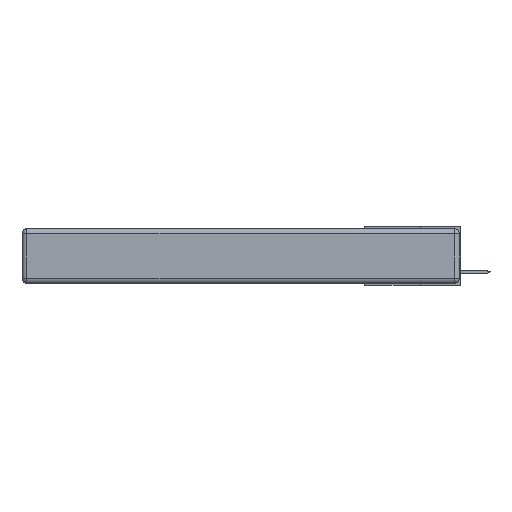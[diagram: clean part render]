
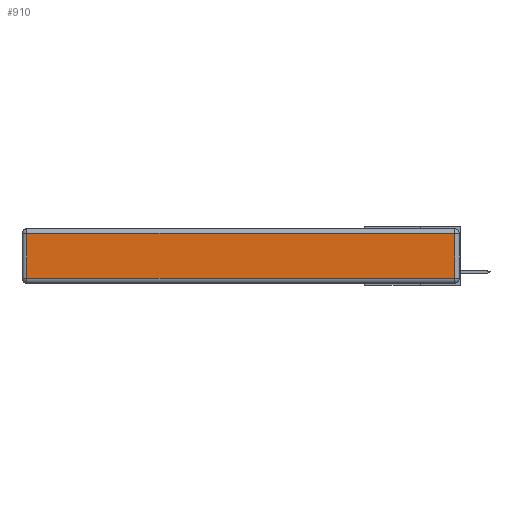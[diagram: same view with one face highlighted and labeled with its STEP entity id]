
A CAD part, left-side view. The second image highlights one B-rep face of the part: STEP entity #910.
In plain terms, the highlighted planar face has unit normal (-1, 0, 0).
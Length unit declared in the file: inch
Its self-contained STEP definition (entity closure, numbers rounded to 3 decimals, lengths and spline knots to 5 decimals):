
#116 = DIRECTION ( 'NONE',  ( 0., 0., -1. ) ) ;
#202 = VERTEX_POINT ( 'NONE', #5873 ) ;
#910 = ADVANCED_FACE ( 'NONE', ( #11670 ), #13047, .T. ) ;
#1158 = VECTOR ( 'NONE', #11760, 39.37008 ) ;
#1330 = AXIS2_PLACEMENT_3D ( 'NONE', #21975, #7950, #2757 ) ;
#1416 = LINE ( 'NONE', #21916, #1158 ) ;
#1538 = ORIENTED_EDGE ( 'NONE', *, *, #22020, .T. ) ;
#2757 = DIRECTION ( 'NONE',  ( 0., 0., 1. ) ) ;
#2762 = ORIENTED_EDGE ( 'NONE', *, *, #19914, .T. ) ;
#5067 = CARTESIAN_POINT ( 'NONE',  ( 0., 2.72, -0.03 ) ) ;
#5873 = CARTESIAN_POINT ( 'NONE',  ( 0., 0.03, -0.03 ) ) ;
#5928 = CARTESIAN_POINT ( 'NONE',  ( 0., 2.72, -0.313 ) ) ;
#6096 = EDGE_CURVE ( 'NONE', #17618, #202, #12512, .T. ) ;
#6645 = CARTESIAN_POINT ( 'NONE',  ( 0., 2.75, -0.03 ) ) ;
#7630 = VECTOR ( 'NONE', #116, 39.37008 ) ;
#7950 = DIRECTION ( 'NONE',  ( -1., 0., 0. ) ) ;
#8792 = ORIENTED_EDGE ( 'NONE', *, *, #22353, .T. ) ;
#10290 = DIRECTION ( 'NONE',  ( 0., 0., 1. ) ) ;
#11670 = FACE_OUTER_BOUND ( 'NONE', #12118, .T. ) ;
#11760 = DIRECTION ( 'NONE',  ( 0., -1., 0. ) ) ;
#12118 = EDGE_LOOP ( 'NONE', ( #1538, #13591, #2762, #8792 ) ) ;
#12512 = LINE ( 'NONE', #15539, #14923 ) ;
#12516 = CARTESIAN_POINT ( 'NONE',  ( 0., 2.72, -0.343 ) ) ;
#13047 = PLANE ( 'NONE',  #1330 ) ;
#13591 = ORIENTED_EDGE ( 'NONE', *, *, #6096, .T. ) ;
#14923 = VECTOR ( 'NONE', #10290, 39.37008 ) ;
#15271 = VERTEX_POINT ( 'NONE', #5928 ) ;
#15455 = VERTEX_POINT ( 'NONE', #5067 ) ;
#15539 = CARTESIAN_POINT ( 'NONE',  ( 0., 0.03, -0.343 ) ) ;
#16758 = DIRECTION ( 'NONE',  ( 0., 1., 0. ) ) ;
#17618 = VERTEX_POINT ( 'NONE', #20507 ) ;
#19838 = VECTOR ( 'NONE', #16758, 39.37008 ) ;
#19914 = EDGE_CURVE ( 'NONE', #202, #15455, #20948, .T. ) ;
#20507 = CARTESIAN_POINT ( 'NONE',  ( 0., 0.03, -0.313 ) ) ;
#20948 = LINE ( 'NONE', #6645, #19838 ) ;
#21203 = LINE ( 'NONE', #12516, #7630 ) ;
#21916 = CARTESIAN_POINT ( 'NONE',  ( 0., 0., -0.313 ) ) ;
#21975 = CARTESIAN_POINT ( 'NONE',  ( 0., 0., -0.343 ) ) ;
#22020 = EDGE_CURVE ( 'NONE', #15271, #17618, #1416, .T. ) ;
#22353 = EDGE_CURVE ( 'NONE', #15455, #15271, #21203, .T. ) ;
